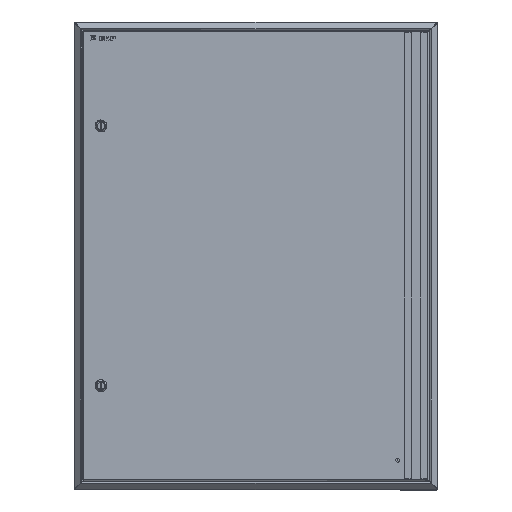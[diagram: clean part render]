
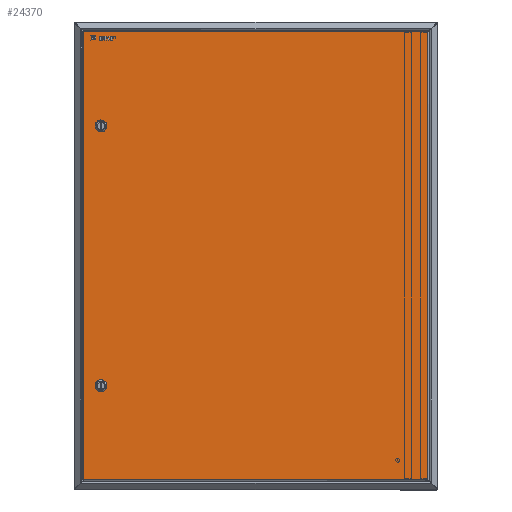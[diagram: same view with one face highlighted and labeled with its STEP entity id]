
A CAD part, top view. The second image highlights one B-rep face of the part: STEP entity #24370.
In plain terms, the highlighted planar face has unit normal (0, 0, 1).
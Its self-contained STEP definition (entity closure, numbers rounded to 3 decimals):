
#1344 = CARTESIAN_POINT ( 'NONE',  ( 24.8, 686.679, 0. ) ) ;
#2482 = VERTEX_POINT ( 'NONE', #4663 ) ;
#2653 = FACE_BOUND ( 'NONE', #17118, .T. ) ;
#2772 = EDGE_CURVE ( 'NONE', #2482, #6666, #6886, .T. ) ;
#2826 = CARTESIAN_POINT ( 'NONE',  ( 661.96, 1.177, 0. ) ) ;
#2894 = VECTOR ( 'NONE', #21200, 1000. ) ;
#3376 = FACE_BOUND ( 'NONE', #4400, .T. ) ;
#3390 = CARTESIAN_POINT ( 'NONE',  ( 0., 864.06, 0. ) ) ;
#3583 = DIRECTION ( 'NONE',  ( 0., 0., 1. ) ) ;
#3914 = EDGE_CURVE ( 'NONE', #12895, #8371, #21917, .T. ) ;
#3928 = CARTESIAN_POINT ( 'NONE',  ( 33.3, 183.03, 0. ) ) ;
#4020 = AXIS2_PLACEMENT_3D ( 'NONE', #26310, #12204, #28647 ) ;
#4192 = ORIENTED_EDGE ( 'NONE', *, *, #14618, .F. ) ;
#4369 = AXIS2_PLACEMENT_3D ( 'NONE', #5227, #21680, #7592 ) ;
#4400 = EDGE_LOOP ( 'NONE', ( #26373, #29098, #13673, #11337 ) ) ;
#4495 = LINE ( 'NONE', #25434, #5220 ) ;
#4655 = ORIENTED_EDGE ( 'NONE', *, *, #27659, .F. ) ;
#4663 = CARTESIAN_POINT ( 'NONE',  ( 41.8, 186.679, 0. ) ) ;
#4755 = DIRECTION ( 'NONE',  ( 0., -1., 0. ) ) ;
#5220 = VECTOR ( 'NONE', #11302, 1000. ) ;
#5227 = CARTESIAN_POINT ( 'NONE',  ( 33.3, 683.03, 0. ) ) ;
#5238 = LINE ( 'NONE', #9742, #29497 ) ;
#5840 = DIRECTION ( 'NONE',  ( 0., 0., 1. ) ) ;
#6273 = DIRECTION ( 'NONE',  ( -1., 0., 0. ) ) ;
#6665 = ORIENTED_EDGE ( 'NONE', *, *, #9529, .T. ) ;
#6666 = VERTEX_POINT ( 'NONE', #15803 ) ;
#6886 = CIRCLE ( 'NONE', #26821, 9.25 ) ;
#7003 = CARTESIAN_POINT ( 'NONE',  ( 41.8, 686.679, 0. ) ) ;
#7050 = ORIENTED_EDGE ( 'NONE', *, *, #8319, .T. ) ;
#7312 = CARTESIAN_POINT ( 'NONE',  ( 24.8, 179.381, 0. ) ) ;
#7592 = DIRECTION ( 'NONE',  ( 1., 0., 0. ) ) ;
#7599 = DIRECTION ( 'NONE',  ( -1., 0., 0. ) ) ;
#7700 = CARTESIAN_POINT ( 'NONE',  ( 662.783, 864.06, 0. ) ) ;
#8319 = EDGE_CURVE ( 'NONE', #19055, #23583, #5238, .T. ) ;
#8371 = VERTEX_POINT ( 'NONE', #16956 ) ;
#8428 = VECTOR ( 'NONE', #4755, 1000. ) ;
#9058 = VECTOR ( 'NONE', #27127, 1000. ) ;
#9529 = EDGE_CURVE ( 'NONE', #26205, #19055, #28332, .T. ) ;
#9585 = FACE_OUTER_BOUND ( 'NONE', #12686, .T. ) ;
#9742 = CARTESIAN_POINT ( 'NONE',  ( 0., 2., 0. ) ) ;
#9802 = LINE ( 'NONE', #1344, #9058 ) ;
#9864 = DIRECTION ( 'NONE',  ( 0., 1., 0. ) ) ;
#11302 = DIRECTION ( 'NONE',  ( 0., 1., 0. ) ) ;
#11337 = ORIENTED_EDGE ( 'NONE', *, *, #2772, .F. ) ;
#11473 = AXIS2_PLACEMENT_3D ( 'NONE', #17665, #3583, #20045 ) ;
#12204 = DIRECTION ( 'NONE',  ( 0., 0., -1. ) ) ;
#12575 = DIRECTION ( 'NONE',  ( 0., -1., 0. ) ) ;
#12686 = EDGE_LOOP ( 'NONE', ( #16945, #23292, #6665, #7050 ) ) ;
#12895 = VERTEX_POINT ( 'NONE', #7312 ) ;
#13512 = CARTESIAN_POINT ( 'NONE',  ( 661.96, 2., 0. ) ) ;
#13591 = LINE ( 'NONE', #7700, #26097 ) ;
#13673 = ORIENTED_EDGE ( 'NONE', *, *, #25190, .F. ) ;
#14618 = EDGE_CURVE ( 'NONE', #29248, #14795, #27360, .T. ) ;
#14795 = VERTEX_POINT ( 'NONE', #22896 ) ;
#14908 = CARTESIAN_POINT ( 'NONE',  ( 24.8, 686.679, 0. ) ) ;
#15590 = EDGE_CURVE ( 'NONE', #23583, #21107, #21956, .T. ) ;
#15706 = VECTOR ( 'NONE', #9864, 1000. ) ;
#15803 = CARTESIAN_POINT ( 'NONE',  ( 24.8, 186.679, 0. ) ) ;
#16945 = ORIENTED_EDGE ( 'NONE', *, *, #15590, .T. ) ;
#16956 = CARTESIAN_POINT ( 'NONE',  ( 41.8, 179.381, 0. ) ) ;
#17118 = EDGE_LOOP ( 'NONE', ( #4655, #18530, #22096, #4192 ) ) ;
#17509 = CARTESIAN_POINT ( 'NONE',  ( 41.8, 686.679, 0. ) ) ;
#17665 = CARTESIAN_POINT ( 'NONE',  ( 33.3, 683.03, 0. ) ) ;
#17915 = EDGE_CURVE ( 'NONE', #25577, #27541, #19226, .T. ) ;
#18004 = EDGE_CURVE ( 'NONE', #8371, #2482, #4495, .T. ) ;
#18530 = ORIENTED_EDGE ( 'NONE', *, *, #17915, .F. ) ;
#19055 = VERTEX_POINT ( 'NONE', #22881 ) ;
#19226 = CIRCLE ( 'NONE', #4369, 9.25 ) ;
#19961 = CARTESIAN_POINT ( 'NONE',  ( 33.3, 183.03, 0. ) ) ;
#20045 = DIRECTION ( 'NONE',  ( 1., 0., 0. ) ) ;
#20399 = DIRECTION ( 'NONE',  ( 0., 0., 1. ) ) ;
#20926 = CARTESIAN_POINT ( 'NONE',  ( 24.8, 679.381, 0. ) ) ;
#21107 = VERTEX_POINT ( 'NONE', #22654 ) ;
#21200 = DIRECTION ( 'NONE',  ( 0., 1., 0. ) ) ;
#21270 = EDGE_CURVE ( 'NONE', #14795, #25577, #21635, .T. ) ;
#21635 = LINE ( 'NONE', #7003, #2894 ) ;
#21680 = DIRECTION ( 'NONE',  ( 0., 0., 1. ) ) ;
#21917 = CIRCLE ( 'NONE', #29184, 9.25 ) ;
#21956 = LINE ( 'NONE', #2826, #15706 ) ;
#22096 = ORIENTED_EDGE ( 'NONE', *, *, #21270, .F. ) ;
#22314 = DIRECTION ( 'NONE',  ( -1., 0., 0. ) ) ;
#22654 = CARTESIAN_POINT ( 'NONE',  ( 661.96, 864.06, 0. ) ) ;
#22881 = CARTESIAN_POINT ( 'NONE',  ( 0., 2., 0. ) ) ;
#22896 = CARTESIAN_POINT ( 'NONE',  ( 41.8, 679.381, 0. ) ) ;
#23292 = ORIENTED_EDGE ( 'NONE', *, *, #28399, .T. ) ;
#23583 = VERTEX_POINT ( 'NONE', #13512 ) ;
#23945 = PLANE ( 'NONE',  #4020 ) ;
#24370 = ADVANCED_FACE ( 'NONE', ( #2653, #3376, #9585 ), #23945, .F. ) ;
#25190 = EDGE_CURVE ( 'NONE', #6666, #12895, #26497, .T. ) ;
#25434 = CARTESIAN_POINT ( 'NONE',  ( 41.8, 179.381, 0. ) ) ;
#25577 = VERTEX_POINT ( 'NONE', #17509 ) ;
#25755 = CARTESIAN_POINT ( 'NONE',  ( 24.8, 179.381, 0. ) ) ;
#26097 = VECTOR ( 'NONE', #7599, 1000. ) ;
#26205 = VERTEX_POINT ( 'NONE', #3390 ) ;
#26217 = DIRECTION ( 'NONE',  ( 1., 0., 0. ) ) ;
#26310 = CARTESIAN_POINT ( 'NONE',  ( 0., 0., 0. ) ) ;
#26373 = ORIENTED_EDGE ( 'NONE', *, *, #18004, .F. ) ;
#26497 = LINE ( 'NONE', #25755, #8428 ) ;
#26683 = CARTESIAN_POINT ( 'NONE',  ( 0., 0., 0. ) ) ;
#26821 = AXIS2_PLACEMENT_3D ( 'NONE', #3928, #20399, #6273 ) ;
#27127 = DIRECTION ( 'NONE',  ( 0., -1., 0. ) ) ;
#27360 = CIRCLE ( 'NONE', #11473, 9.25 ) ;
#27541 = VERTEX_POINT ( 'NONE', #14908 ) ;
#27659 = EDGE_CURVE ( 'NONE', #27541, #29248, #9802, .T. ) ;
#28332 = LINE ( 'NONE', #26683, #29796 ) ;
#28399 = EDGE_CURVE ( 'NONE', #21107, #26205, #13591, .T. ) ;
#28647 = DIRECTION ( 'NONE',  ( -1., 0., 0. ) ) ;
#29098 = ORIENTED_EDGE ( 'NONE', *, *, #3914, .F. ) ;
#29184 = AXIS2_PLACEMENT_3D ( 'NONE', #19961, #5840, #22314 ) ;
#29248 = VERTEX_POINT ( 'NONE', #20926 ) ;
#29497 = VECTOR ( 'NONE', #26217, 1000. ) ;
#29796 = VECTOR ( 'NONE', #12575, 1000. ) ;
